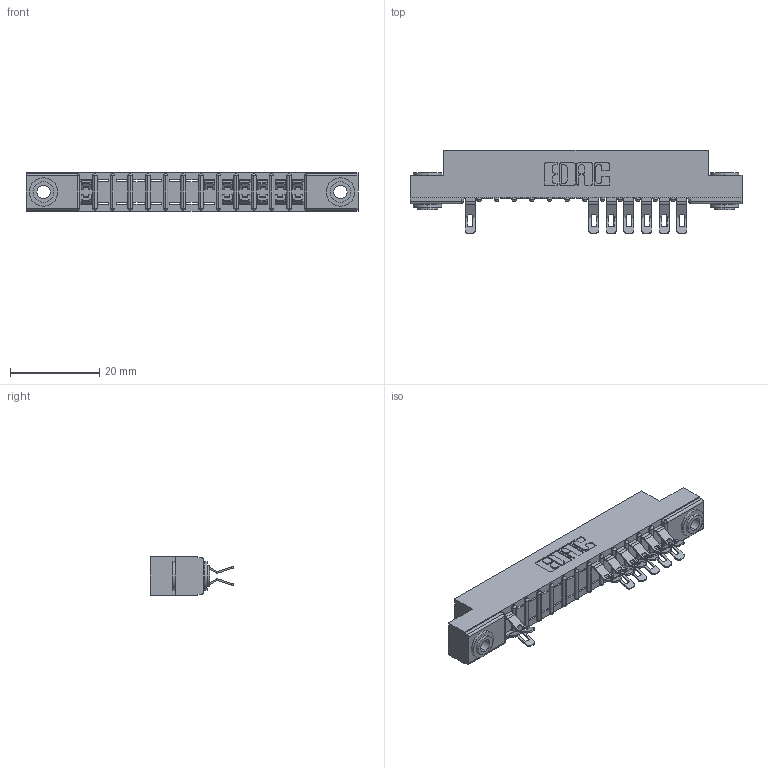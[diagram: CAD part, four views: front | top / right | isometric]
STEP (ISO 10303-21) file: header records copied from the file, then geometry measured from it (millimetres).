
FILE_DESCRIPTION (( 'STEP AP203' ), '1' );
FILE_NAME ('307-026-555-203.STEP', '2018-08-04T14:33:50', ( '' ), ( '' ), 'SwSTEP 2.0', 'SolidWorks 2016', '' );
FILE_SCHEMA (( 'CONFIG_CONTROL_DESIGN' ));
Length unit declared in the file: inch
Products named in the file (4): 307 Part_.156 Dia Mounting Holes; 307-290-001_555; 345-250-002_345-250-002-102; 307-026-555-203
Assembly tree (16 placements, depth 2):
  307-026-555-203
    307 Part_.156 Dia Mounting Holes
    307-290-001_555  x13
    345-250-002_345-250-002-102  x2
Bounding box: 74.52 x 18.75 x 8.71 mm (x, y, z)
Volume: 4747.4 mm3; surface area: 7382.9 mm2
Topology: 16 solids, 16 shells, 1107 faces, 3204 edges, 2076 vertices
Faces by surface type: plane 614, cylinder 457, sphere 28, cone 8
Entity records: 16322 total; most frequent: CARTESIAN_POINT 2721, ORIENTED_EDGE 2700, DIRECTION 2686, EDGE_CURVE 1350, LINE 1004, VECTOR 1004, VERTEX_POINT 876, AXIS2_PLACEMENT_3D 841
